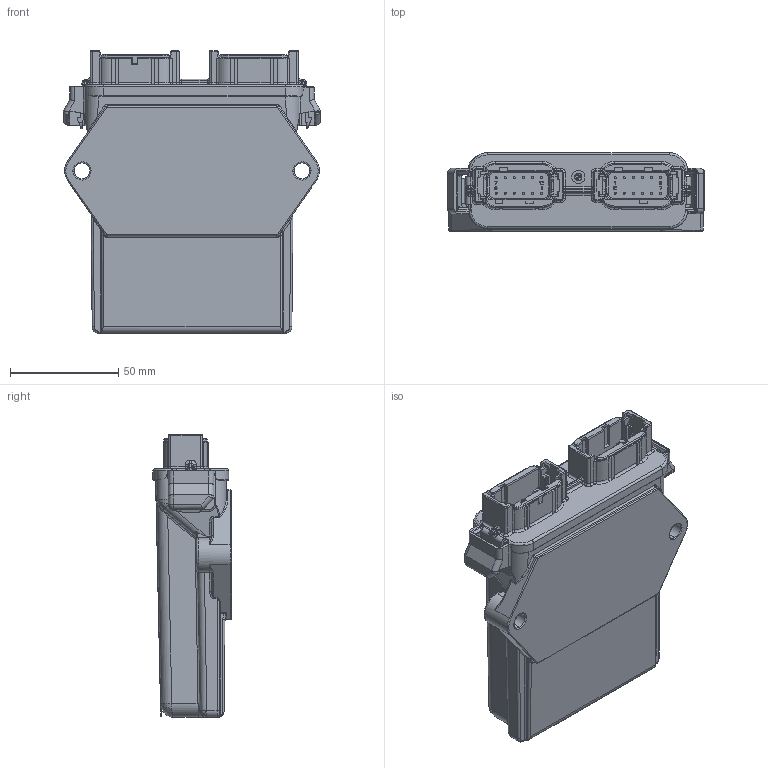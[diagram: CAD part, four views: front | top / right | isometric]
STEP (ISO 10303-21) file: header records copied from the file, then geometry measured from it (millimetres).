
FILE_DESCRIPTION((''),'2;1');
FILE_NAME('3050509-XX_ASM','2020-03-16T',('PSmith'),(''),'PRO/ENGINEER BY PARAMETRIC TECHNOLOGY CORPORATION, 2012360','PRO/ENGINEER BY PARAMETRIC TECHNOLOGY CORPORATION, 2012360','');
FILE_SCHEMA(('CONFIG_CONTROL_DESIGN'));
Length unit declared in the file: inch
Products named in the file (8): 3006159; 4080147; 4090147X_ASM; 4008101; 4050891; 4050201-02; 3007897-XX; 3050509-XX_ASM
Assembly tree (7 placements, depth 3):
  3050509-XX_ASM
    3006159
    4090147X_ASM
      4080147
    4008101
    4050891
    4050201-02
    3007897-XX
Bounding box: 118.75 x 36.14 x 130.54 mm (x, y, z)
Volume: 152723.5 mm3; surface area: 131901.1 mm2
Topology: 301 solids, 302 shells, 5167 faces, 14426 edges, 8763 vertices
Faces by surface type: plane 2610, cylinder 1331, sphere 641, bspline 236, torus 236, cone 70, extrusion 43
Entity records: 172809 total; most frequent: CARTESIAN_POINT 46977, ORIENTED_EDGE 26466, DIRECTION 25246, EDGE_CURVE 13233, VERTEX_POINT 8763, VECTOR 8416, AXIS2_PLACEMENT_3D 8415, LINE 8373
